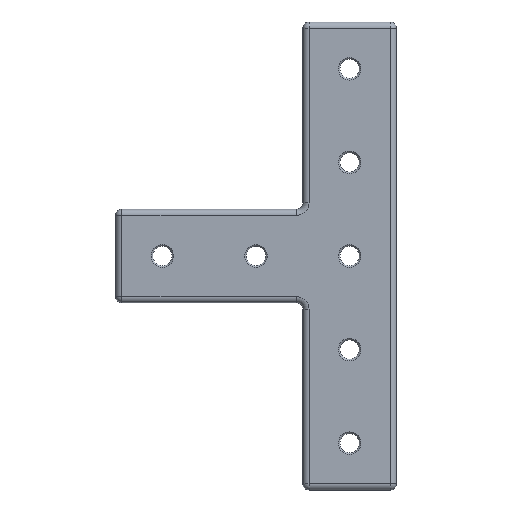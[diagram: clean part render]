
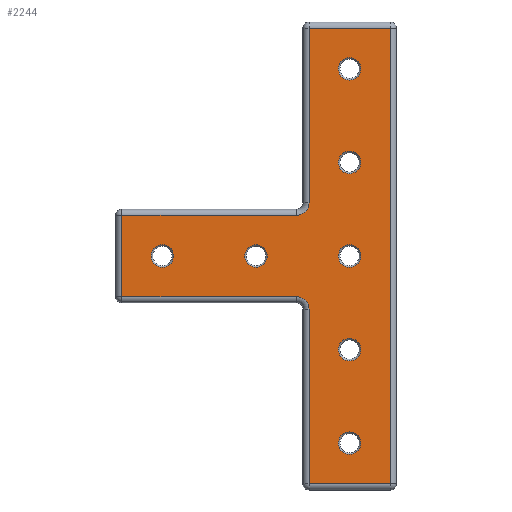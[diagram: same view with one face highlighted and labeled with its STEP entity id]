
A CAD part, front view. The second image highlights one B-rep face of the part: STEP entity #2244.
In plain terms, the highlighted planar face has unit normal (0, -1, 0).
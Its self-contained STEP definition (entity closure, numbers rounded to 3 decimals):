
#70=FACE_BOUND('',#317,.T.);
#71=FACE_BOUND('',#318,.T.);
#72=FACE_BOUND('',#319,.T.);
#73=FACE_BOUND('',#320,.T.);
#74=FACE_BOUND('',#321,.T.);
#75=FACE_BOUND('',#322,.T.);
#76=FACE_BOUND('',#323,.T.);
#86=PLANE('',#2406);
#171=FACE_OUTER_BOUND('',#316,.T.);
#316=EDGE_LOOP('',(#1575,#1576,#1577,#1578,#1579,#1580,#1581,#1582,#1583,
#1584));
#317=EDGE_LOOP('',(#1585));
#318=EDGE_LOOP('',(#1586));
#319=EDGE_LOOP('',(#1587));
#320=EDGE_LOOP('',(#1588));
#321=EDGE_LOOP('',(#1589));
#322=EDGE_LOOP('',(#1590));
#323=EDGE_LOOP('',(#1591));
#477=LINE('',#3348,#726);
#478=LINE('',#3350,#727);
#479=LINE('',#3352,#728);
#480=LINE('',#3356,#729);
#481=LINE('',#3358,#730);
#482=LINE('',#3360,#731);
#483=LINE('',#3364,#732);
#484=LINE('',#3365,#733);
#726=VECTOR('',#2643,10.);
#727=VECTOR('',#2644,10.);
#728=VECTOR('',#2645,10.);
#729=VECTOR('',#2648,10.);
#730=VECTOR('',#2649,10.);
#731=VECTOR('',#2650,10.);
#732=VECTOR('',#2653,10.);
#733=VECTOR('',#2654,10.);
#975=CIRCLE('',#2405,3.6);
#976=CIRCLE('',#2407,4.);
#977=CIRCLE('',#2408,4.);
#978=CIRCLE('',#2409,3.6);
#979=CIRCLE('',#2410,3.6);
#980=CIRCLE('',#2411,3.6);
#981=CIRCLE('',#2412,3.6);
#982=CIRCLE('',#2413,3.6);
#983=CIRCLE('',#2414,3.6);
#1055=VERTEX_POINT('',#3342);
#1056=VERTEX_POINT('',#3346);
#1057=VERTEX_POINT('',#3347);
#1058=VERTEX_POINT('',#3349);
#1059=VERTEX_POINT('',#3351);
#1060=VERTEX_POINT('',#3353);
#1061=VERTEX_POINT('',#3355);
#1062=VERTEX_POINT('',#3357);
#1063=VERTEX_POINT('',#3359);
#1064=VERTEX_POINT('',#3361);
#1065=VERTEX_POINT('',#3363);
#1066=VERTEX_POINT('',#3366);
#1067=VERTEX_POINT('',#3368);
#1068=VERTEX_POINT('',#3370);
#1069=VERTEX_POINT('',#3372);
#1070=VERTEX_POINT('',#3374);
#1071=VERTEX_POINT('',#3376);
#1244=EDGE_CURVE('',#1055,#1055,#975,.T.);
#1245=EDGE_CURVE('',#1056,#1057,#477,.T.);
#1246=EDGE_CURVE('',#1058,#1056,#478,.T.);
#1247=EDGE_CURVE('',#1059,#1058,#479,.T.);
#1248=EDGE_CURVE('',#1060,#1059,#976,.T.);
#1249=EDGE_CURVE('',#1060,#1061,#480,.T.);
#1250=EDGE_CURVE('',#1061,#1062,#481,.T.);
#1251=EDGE_CURVE('',#1062,#1063,#482,.T.);
#1252=EDGE_CURVE('',#1063,#1064,#977,.T.);
#1253=EDGE_CURVE('',#1064,#1065,#483,.T.);
#1254=EDGE_CURVE('',#1065,#1057,#484,.T.);
#1255=EDGE_CURVE('',#1066,#1066,#978,.T.);
#1256=EDGE_CURVE('',#1067,#1067,#979,.T.);
#1257=EDGE_CURVE('',#1068,#1068,#980,.T.);
#1258=EDGE_CURVE('',#1069,#1069,#981,.T.);
#1259=EDGE_CURVE('',#1070,#1070,#982,.T.);
#1260=EDGE_CURVE('',#1071,#1071,#983,.T.);
#1575=ORIENTED_EDGE('',*,*,#1245,.F.);
#1576=ORIENTED_EDGE('',*,*,#1246,.F.);
#1577=ORIENTED_EDGE('',*,*,#1247,.F.);
#1578=ORIENTED_EDGE('',*,*,#1248,.F.);
#1579=ORIENTED_EDGE('',*,*,#1249,.T.);
#1580=ORIENTED_EDGE('',*,*,#1250,.T.);
#1581=ORIENTED_EDGE('',*,*,#1251,.T.);
#1582=ORIENTED_EDGE('',*,*,#1252,.T.);
#1583=ORIENTED_EDGE('',*,*,#1253,.T.);
#1584=ORIENTED_EDGE('',*,*,#1254,.T.);
#1585=ORIENTED_EDGE('',*,*,#1255,.F.);
#1586=ORIENTED_EDGE('',*,*,#1256,.F.);
#1587=ORIENTED_EDGE('',*,*,#1257,.F.);
#1588=ORIENTED_EDGE('',*,*,#1258,.F.);
#1589=ORIENTED_EDGE('',*,*,#1259,.F.);
#1590=ORIENTED_EDGE('',*,*,#1260,.F.);
#1591=ORIENTED_EDGE('',*,*,#1244,.F.);
#2244=ADVANCED_FACE('',(#171,#70,#71,#72,#73,#74,#75,#76),#86,.T.);
#2405=AXIS2_PLACEMENT_3D('',#3344,#2639,#2640);
#2406=AXIS2_PLACEMENT_3D('',#3345,#2641,#2642);
#2407=AXIS2_PLACEMENT_3D('',#3354,#2646,#2647);
#2408=AXIS2_PLACEMENT_3D('',#3362,#2651,#2652);
#2409=AXIS2_PLACEMENT_3D('',#3367,#2655,#2656);
#2410=AXIS2_PLACEMENT_3D('',#3369,#2657,#2658);
#2411=AXIS2_PLACEMENT_3D('',#3371,#2659,#2660);
#2412=AXIS2_PLACEMENT_3D('',#3373,#2661,#2662);
#2413=AXIS2_PLACEMENT_3D('',#3375,#2663,#2664);
#2414=AXIS2_PLACEMENT_3D('',#3377,#2665,#2666);
#2639=DIRECTION('center_axis',(0.,-1.,0.));
#2640=DIRECTION('ref_axis',(1.,0.,0.));
#2641=DIRECTION('center_axis',(0.,-1.,0.));
#2642=DIRECTION('ref_axis',(1.,0.,0.));
#2643=DIRECTION('',(0.,0.,-1.));
#2644=DIRECTION('',(1.,0.,0.));
#2645=DIRECTION('',(0.,0.,1.));
#2646=DIRECTION('center_axis',(0.,-1.,0.));
#2647=DIRECTION('ref_axis',(0.707,0.,-0.707));
#2648=DIRECTION('',(-1.,0.,0.));
#2649=DIRECTION('',(0.,0.,-1.));
#2650=DIRECTION('',(1.,0.,0.));
#2651=DIRECTION('center_axis',(0.,1.,0.));
#2652=DIRECTION('ref_axis',(0.707,0.,0.707));
#2653=DIRECTION('',(0.,0.,-1.));
#2654=DIRECTION('',(1.,0.,0.));
#2655=DIRECTION('center_axis',(0.,-1.,0.));
#2656=DIRECTION('ref_axis',(1.,0.,0.));
#2657=DIRECTION('center_axis',(0.,-1.,0.));
#2658=DIRECTION('ref_axis',(1.,0.,0.));
#2659=DIRECTION('center_axis',(0.,-1.,0.));
#2660=DIRECTION('ref_axis',(1.,0.,0.));
#2661=DIRECTION('center_axis',(0.,-1.,0.));
#2662=DIRECTION('ref_axis',(1.,0.,0.));
#2663=DIRECTION('center_axis',(0.,-1.,0.));
#2664=DIRECTION('ref_axis',(1.,0.,0.));
#2665=DIRECTION('center_axis',(0.,-1.,0.));
#2666=DIRECTION('ref_axis',(1.,0.,0.));
#3342=CARTESIAN_POINT('',(240.819,-5.644,-124.069));
#3344=CARTESIAN_POINT('Origin',(244.419,-5.644,-124.069));
#3345=CARTESIAN_POINT('Origin',(214.419,-5.644,-94.069));
#3346=CARTESIAN_POINT('',(257.419,-5.644,8.931));
#3347=CARTESIAN_POINT('',(257.419,-5.644,-137.069));
#3348=CARTESIAN_POINT('',(257.419,-5.644,-11.569));
#3349=CARTESIAN_POINT('',(231.419,-5.644,8.931));
#3350=CARTESIAN_POINT('',(221.919,-5.644,8.931));
#3351=CARTESIAN_POINT('',(231.419,-5.644,-47.069));
#3352=CARTESIAN_POINT('',(231.419,-5.644,-41.569));
#3353=CARTESIAN_POINT('',(227.419,-5.644,-51.069));
#3354=CARTESIAN_POINT('Origin',(227.419,-5.644,-47.069));
#3355=CARTESIAN_POINT('',(171.419,-5.644,-51.069));
#3356=CARTESIAN_POINT('',(236.919,-5.644,-51.069));
#3357=CARTESIAN_POINT('',(171.419,-5.644,-77.069));
#3358=CARTESIAN_POINT('',(171.419,-5.644,-71.569));
#3359=CARTESIAN_POINT('',(227.419,-5.644,-77.069));
#3360=CARTESIAN_POINT('',(191.919,-5.644,-77.069));
#3361=CARTESIAN_POINT('',(231.419,-5.644,-81.069));
#3362=CARTESIAN_POINT('Origin',(227.419,-5.644,-81.069));
#3363=CARTESIAN_POINT('',(231.419,-5.644,-137.069));
#3364=CARTESIAN_POINT('',(231.419,-5.644,-86.569));
#3365=CARTESIAN_POINT('',(221.919,-5.644,-137.069));
#3366=CARTESIAN_POINT('',(240.819,-5.644,-94.069));
#3367=CARTESIAN_POINT('Origin',(244.419,-5.644,-94.069));
#3368=CARTESIAN_POINT('',(210.819,-5.644,-64.069));
#3369=CARTESIAN_POINT('Origin',(214.419,-5.644,-64.069));
#3370=CARTESIAN_POINT('',(240.819,-5.644,-34.069));
#3371=CARTESIAN_POINT('Origin',(244.419,-5.644,-34.069));
#3372=CARTESIAN_POINT('',(240.819,-5.644,-4.069));
#3373=CARTESIAN_POINT('Origin',(244.419,-5.644,-4.069));
#3374=CARTESIAN_POINT('',(240.819,-5.644,-64.069));
#3375=CARTESIAN_POINT('Origin',(244.419,-5.644,-64.069));
#3376=CARTESIAN_POINT('',(180.819,-5.644,-64.069));
#3377=CARTESIAN_POINT('Origin',(184.419,-5.644,-64.069));
